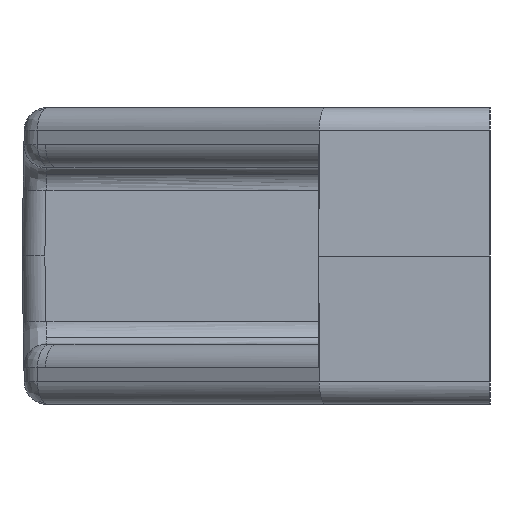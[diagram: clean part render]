
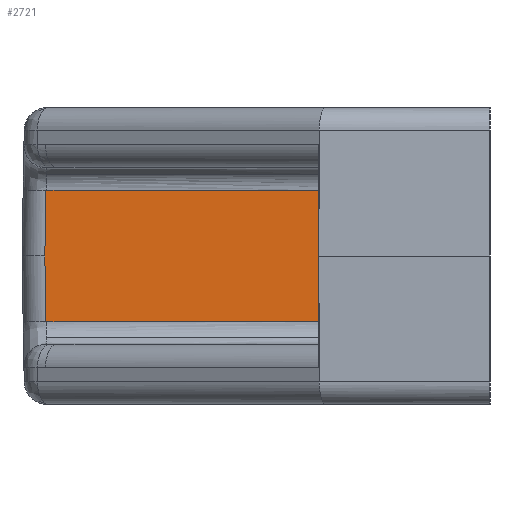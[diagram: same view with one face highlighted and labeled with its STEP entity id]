
A CAD part, left-side view. The second image highlights one B-rep face of the part: STEP entity #2721.
In plain terms, the highlighted planar face has unit normal (-1, 0, 0).
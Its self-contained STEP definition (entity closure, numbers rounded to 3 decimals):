
#62 = LINE ( 'NONE', #64, #4151 ) ;
#64 = CARTESIAN_POINT ( 'NONE',  ( -50.75, -5.5, -5.75 ) ) ;
#65 = DIRECTION ( 'NONE',  ( 0., 1., 0. ) ) ;
#71 = LINE ( 'NONE', #72, #4149 ) ;
#72 = CARTESIAN_POINT ( 'NONE',  ( -50.75, 18.564, -3.682 ) ) ;
#73 = DIRECTION ( 'NONE',  ( 0., -0.017, 1. ) ) ;
#74 = LINE ( 'NONE', #75, #4153 ) ;
#75 = CARTESIAN_POINT ( 'NONE',  ( -50.75, 18.429, -4.066 ) ) ;
#76 = DIRECTION ( 'NONE',  ( 0., 0.017, 1. ) ) ;
#186 = LINE ( 'NONE', #187, #4143 ) ;
#187 = CARTESIAN_POINT ( 'NONE',  ( -50.75, -5.5, 5.75 ) ) ;
#188 = DIRECTION ( 'NONE',  ( 0., -1., 0. ) ) ;
#940 = ORIENTED_EDGE ( 'NONE', *, *, #2941, .F. ) ;
#941 = ORIENTED_EDGE ( 'NONE', *, *, #2942, .F. ) ;
#942 = ORIENTED_EDGE ( 'NONE', *, *, #2939, .F. ) ;
#943 = ORIENTED_EDGE ( 'NONE', *, *, #2900, .F. ) ;
#944 = ORIENTED_EDGE ( 'NONE', *, *, #2959, .F. ) ;
#1342 = EDGE_LOOP ( 'NONE', ( #940, #941, #942, #943, #944 ) ) ;
#1442 = VERTEX_POINT ( 'NONE', #3025 ) ;
#1560 = VERTEX_POINT ( 'NONE', #1713 ) ;
#1574 = VERTEX_POINT ( 'NONE', #1727 ) ;
#1577 = VERTEX_POINT ( 'NONE', #1730 ) ;
#1580 = VERTEX_POINT ( 'NONE', #1733 ) ;
#1713 = CARTESIAN_POINT ( 'NONE',  ( -50.75, -5.5, -5.75 ) ) ;
#1727 = CARTESIAN_POINT ( 'NONE',  ( -50.75, 18.399, -5.75 ) ) ;
#1730 = CARTESIAN_POINT ( 'NONE',  ( -50.75, 18.5, 0. ) ) ;
#1733 = CARTESIAN_POINT ( 'NONE',  ( -50.75, -5.5, 5.75 ) ) ;
#2721 = ADVANCED_FACE ( 'NONE', ( #3402 ), #3410, .T. ) ;
#2900 = EDGE_CURVE ( 'NONE', #1580, #1560, #4004, .T. ) ;
#2939 = EDGE_CURVE ( 'NONE', #1560, #1574, #62, .T. ) ;
#2941 = EDGE_CURVE ( 'NONE', #1577, #1442, #71, .T. ) ;
#2942 = EDGE_CURVE ( 'NONE', #1574, #1577, #74, .T. ) ;
#2959 = EDGE_CURVE ( 'NONE', #1442, #1580, #186, .T. ) ;
#3025 = CARTESIAN_POINT ( 'NONE',  ( -50.75, 18.399, 5.75 ) ) ;
#3398 = CARTESIAN_POINT ( 'NONE',  ( -50.75, -5.5, -7.75 ) ) ;
#3402 = FACE_OUTER_BOUND ( 'NONE', #1342, .T. ) ;
#3410 = PLANE ( 'NONE',  #4387 ) ;
#3411 = DIRECTION ( 'NONE',  ( -1., 0., 0. ) ) ;
#3412 = DIRECTION ( 'NONE',  ( 0., 0., 1. ) ) ;
#3997 = CARTESIAN_POINT ( 'NONE',  ( -50.75, -5.5, 7.75 ) ) ;
#4004 = LINE ( 'NONE', #3997, #4183 ) ;
#4011 = DIRECTION ( 'NONE',  ( 0., 0., -1. ) ) ;
#4143 = VECTOR ( 'NONE', #188, 1000. ) ;
#4149 = VECTOR ( 'NONE', #73, 1000. ) ;
#4151 = VECTOR ( 'NONE', #65, 1000. ) ;
#4153 = VECTOR ( 'NONE', #76, 1000. ) ;
#4183 = VECTOR ( 'NONE', #4011, 1000. ) ;
#4387 = AXIS2_PLACEMENT_3D ( 'NONE', #3398, #3411, #3412 ) ;
